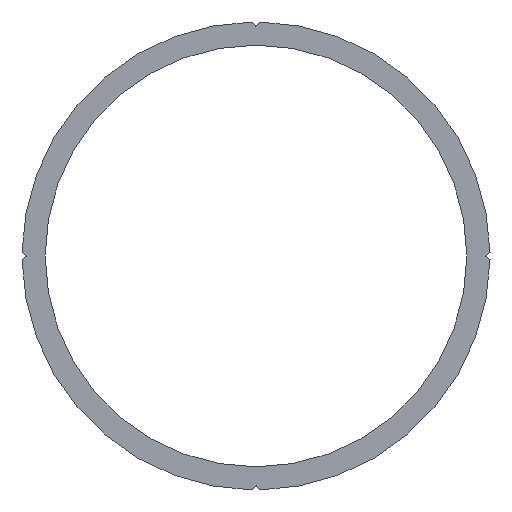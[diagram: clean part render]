
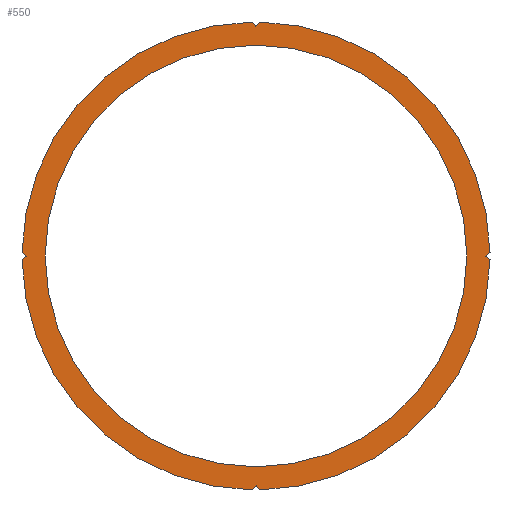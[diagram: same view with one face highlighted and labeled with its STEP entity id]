
A CAD part, left-side view. The second image highlights one B-rep face of the part: STEP entity #550.
In plain terms, the highlighted planar face has unit normal (-1, 0, 0).
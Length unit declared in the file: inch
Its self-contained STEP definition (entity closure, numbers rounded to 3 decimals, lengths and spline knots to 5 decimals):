
#1 = CARTESIAN_POINT ( 'NONE',  ( -29.5, -0.62492, -0.00984 ) ) ;
#3 = CARTESIAN_POINT ( 'NONE',  ( -29.5, 0.00984, -0.62492 ) ) ;
#5 = VERTEX_POINT ( 'NONE', #453 ) ;
#13 = ORIENTED_EDGE ( 'NONE', *, *, #191, .T. ) ;
#16 = EDGE_CURVE ( 'NONE', #311, #443, #274, .T. ) ;
#18 = VERTEX_POINT ( 'NONE', #145 ) ;
#21 = CARTESIAN_POINT ( 'NONE',  ( -29.5, 0.00984, -0.62492 ) ) ;
#22 = VECTOR ( 'NONE', #467, 39.37008 ) ;
#25 = EDGE_CURVE ( 'NONE', #352, #166, #272, .T. ) ;
#28 = CARTESIAN_POINT ( 'NONE',  ( -29.5, 0., 0. ) ) ;
#30 = DIRECTION ( 'NONE',  ( 0., 0., 1. ) ) ;
#33 = DIRECTION ( 'NONE',  ( 0., 0., 1. ) ) ;
#51 = ORIENTED_EDGE ( 'NONE', *, *, #178, .F. ) ;
#57 = VERTEX_POINT ( 'NONE', #143 ) ;
#60 = VECTOR ( 'NONE', #327, 39.37008 ) ;
#69 = DIRECTION ( 'NONE',  ( 0., 0.643, -0.766 ) ) ;
#71 = AXIS2_PLACEMENT_3D ( 'NONE', #28, #209, #30 ) ;
#72 = DIRECTION ( 'NONE',  ( 1., 0., 0. ) ) ;
#75 = CARTESIAN_POINT ( 'NONE',  ( -29.5, -0.00984, -0.62492 ) ) ;
#80 = CARTESIAN_POINT ( 'NONE',  ( -29.5, 0., -0.61319 ) ) ;
#86 = VERTEX_POINT ( 'NONE', #21 ) ;
#93 = EDGE_LOOP ( 'NONE', ( #13, #51, #141, #262, #179, #407, #485, #235, #412, #162, #392, #264 ) ) ;
#100 = VERTEX_POINT ( 'NONE', #324 ) ;
#101 = CARTESIAN_POINT ( 'NONE',  ( -29.5, -0.61319, 0. ) ) ;
#103 = CARTESIAN_POINT ( 'NONE',  ( -29.5, 0., 0. ) ) ;
#106 = DIRECTION ( 'NONE',  ( 1., 0., 0. ) ) ;
#111 = VECTOR ( 'NONE', #199, 39.37008 ) ;
#122 = VECTOR ( 'NONE', #69, 39.37008 ) ;
#124 = LINE ( 'NONE', #337, #111 ) ;
#129 = VERTEX_POINT ( 'NONE', #177 ) ;
#134 = CIRCLE ( 'NONE', #382, 0.563 ) ;
#136 = CARTESIAN_POINT ( 'NONE',  ( -29.5, 0., -0.61319 ) ) ;
#141 = ORIENTED_EDGE ( 'NONE', *, *, #411, .T. ) ;
#143 = CARTESIAN_POINT ( 'NONE',  ( -29.5, -0.00984, 0.62492 ) ) ;
#145 = CARTESIAN_POINT ( 'NONE',  ( -29.5, 0., 0.563 ) ) ;
#148 = AXIS2_PLACEMENT_3D ( 'NONE', #395, #258, #305 ) ;
#154 = LINE ( 'NONE', #462, #312 ) ;
#155 = VERTEX_POINT ( 'NONE', #101 ) ;
#159 = CARTESIAN_POINT ( 'NONE',  ( -29.5, 0., -0.563 ) ) ;
#161 = DIRECTION ( 'NONE',  ( 0., 0., 1. ) ) ;
#162 = ORIENTED_EDGE ( 'NONE', *, *, #16, .T. ) ;
#166 = VERTEX_POINT ( 'NONE', #413 ) ;
#173 = DIRECTION ( 'NONE',  ( 1., 0., 0. ) ) ;
#177 = CARTESIAN_POINT ( 'NONE',  ( -29.5, 0.00984, 0.62492 ) ) ;
#178 = EDGE_CURVE ( 'NONE', #57, #5, #187, .T. ) ;
#179 = ORIENTED_EDGE ( 'NONE', *, *, #489, .F. ) ;
#187 = CIRCLE ( 'NONE', #512, 0.625 ) ;
#191 = EDGE_CURVE ( 'NONE', #155, #5, #124, .T. ) ;
#193 = LINE ( 'NONE', #427, #122 ) ;
#196 = CARTESIAN_POINT ( 'NONE',  ( -29.5, 0., 0. ) ) ;
#199 = DIRECTION ( 'NONE',  ( 0., -0.766, 0.643 ) ) ;
#206 = EDGE_CURVE ( 'NONE', #557, #155, #244, .T. ) ;
#209 = DIRECTION ( 'NONE',  ( 1., 0., 0. ) ) ;
#212 = DIRECTION ( 'NONE',  ( 0., -0.643, 0.766 ) ) ;
#224 = ORIENTED_EDGE ( 'NONE', *, *, #436, .T. ) ;
#235 = ORIENTED_EDGE ( 'NONE', *, *, #310, .F. ) ;
#244 = LINE ( 'NONE', #1, #22 ) ;
#245 = CARTESIAN_POINT ( 'NONE',  ( -29.5, 0., 0.61319 ) ) ;
#251 = DIRECTION ( 'NONE',  ( 1., 0., 0. ) ) ;
#252 = VERTEX_POINT ( 'NONE', #159 ) ;
#253 = VECTOR ( 'NONE', #538, 39.37008 ) ;
#258 = DIRECTION ( 'NONE',  ( 1., 0., 0. ) ) ;
#262 = ORIENTED_EDGE ( 'NONE', *, *, #321, .T. ) ;
#264 = ORIENTED_EDGE ( 'NONE', *, *, #206, .T. ) ;
#270 = ORIENTED_EDGE ( 'NONE', *, *, #302, .T. ) ;
#272 = LINE ( 'NONE', #449, #60 ) ;
#274 = LINE ( 'NONE', #136, #253 ) ;
#278 = VECTOR ( 'NONE', #428, 39.37008 ) ;
#279 = CARTESIAN_POINT ( 'NONE',  ( -29.5, 0., 0.61319 ) ) ;
#281 = DIRECTION ( 'NONE',  ( 0., 0., 1. ) ) ;
#286 = FACE_BOUND ( 'NONE', #348, .T. ) ;
#287 = DIRECTION ( 'NONE',  ( 1., 0., 0. ) ) ;
#302 = EDGE_CURVE ( 'NONE', #252, #18, #134, .T. ) ;
#305 = DIRECTION ( 'NONE',  ( 0., 0., -1. ) ) ;
#310 = EDGE_CURVE ( 'NONE', #86, #166, #429, .T. ) ;
#311 = VERTEX_POINT ( 'NONE', #80 ) ;
#312 = VECTOR ( 'NONE', #466, 39.37008 ) ;
#321 = EDGE_CURVE ( 'NONE', #404, #129, #423, .T. ) ;
#324 = CARTESIAN_POINT ( 'NONE',  ( -29.5, 0.62492, 0.00984 ) ) ;
#327 = DIRECTION ( 'NONE',  ( 0., 0.766, -0.643 ) ) ;
#329 = AXIS2_PLACEMENT_3D ( 'NONE', #481, #173, #356 ) ;
#337 = CARTESIAN_POINT ( 'NONE',  ( -29.5, -0.61319, 0. ) ) ;
#345 = CIRCLE ( 'NONE', #362, 0.625 ) ;
#348 = EDGE_LOOP ( 'NONE', ( #224, #270 ) ) ;
#352 = VERTEX_POINT ( 'NONE', #385 ) ;
#353 = CIRCLE ( 'NONE', #71, 0.625 ) ;
#356 = DIRECTION ( 'NONE',  ( 0., 0., 1. ) ) ;
#362 = AXIS2_PLACEMENT_3D ( 'NONE', #425, #72, #33 ) ;
#365 = EDGE_CURVE ( 'NONE', #86, #311, #553, .T. ) ;
#370 = VECTOR ( 'NONE', #212, 39.37008 ) ;
#382 = AXIS2_PLACEMENT_3D ( 'NONE', #506, #287, #461 ) ;
#385 = CARTESIAN_POINT ( 'NONE',  ( -29.5, 0.61319, 0. ) ) ;
#392 = ORIENTED_EDGE ( 'NONE', *, *, #463, .F. ) ;
#395 = CARTESIAN_POINT ( 'NONE',  ( -29.5, 0., 0. ) ) ;
#404 = VERTEX_POINT ( 'NONE', #279 ) ;
#407 = ORIENTED_EDGE ( 'NONE', *, *, #482, .T. ) ;
#411 = EDGE_CURVE ( 'NONE', #57, #404, #193, .T. ) ;
#412 = ORIENTED_EDGE ( 'NONE', *, *, #365, .T. ) ;
#413 = CARTESIAN_POINT ( 'NONE',  ( -29.5, 0.62492, -0.00984 ) ) ;
#423 = LINE ( 'NONE', #245, #278 ) ;
#425 = CARTESIAN_POINT ( 'NONE',  ( -29.5, 0., 0. ) ) ;
#427 = CARTESIAN_POINT ( 'NONE',  ( -29.5, -0.00984, 0.62492 ) ) ;
#428 = DIRECTION ( 'NONE',  ( 0., 0.643, 0.766 ) ) ;
#429 = CIRCLE ( 'NONE', #437, 0.625 ) ;
#436 = EDGE_CURVE ( 'NONE', #18, #252, #446, .T. ) ;
#437 = AXIS2_PLACEMENT_3D ( 'NONE', #103, #106, #281 ) ;
#443 = VERTEX_POINT ( 'NONE', #75 ) ;
#446 = CIRCLE ( 'NONE', #329, 0.563 ) ;
#449 = CARTESIAN_POINT ( 'NONE',  ( -29.5, 0.61319, 0. ) ) ;
#453 = CARTESIAN_POINT ( 'NONE',  ( -29.5, -0.62492, 0.00984 ) ) ;
#460 = FACE_OUTER_BOUND ( 'NONE', #93, .T. ) ;
#461 = DIRECTION ( 'NONE',  ( 0., 0., 1. ) ) ;
#462 = CARTESIAN_POINT ( 'NONE',  ( -29.5, 0.62492, 0.00984 ) ) ;
#463 = EDGE_CURVE ( 'NONE', #557, #443, #353, .T. ) ;
#466 = DIRECTION ( 'NONE',  ( 0., -0.766, -0.643 ) ) ;
#467 = DIRECTION ( 'NONE',  ( 0., 0.766, 0.643 ) ) ;
#476 = CARTESIAN_POINT ( 'NONE',  ( -29.5, -0.62492, -0.00984 ) ) ;
#481 = CARTESIAN_POINT ( 'NONE',  ( -29.5, 0., 0. ) ) ;
#482 = EDGE_CURVE ( 'NONE', #100, #352, #154, .T. ) ;
#485 = ORIENTED_EDGE ( 'NONE', *, *, #25, .T. ) ;
#489 = EDGE_CURVE ( 'NONE', #100, #129, #345, .T. ) ;
#506 = CARTESIAN_POINT ( 'NONE',  ( -29.5, 0., 0. ) ) ;
#512 = AXIS2_PLACEMENT_3D ( 'NONE', #196, #251, #161 ) ;
#521 = PLANE ( 'NONE',  #148 ) ;
#538 = DIRECTION ( 'NONE',  ( 0., -0.643, -0.766 ) ) ;
#550 = ADVANCED_FACE ( 'NONE', ( #286, #460 ), #521, .F. ) ;
#553 = LINE ( 'NONE', #3, #370 ) ;
#557 = VERTEX_POINT ( 'NONE', #476 ) ;
